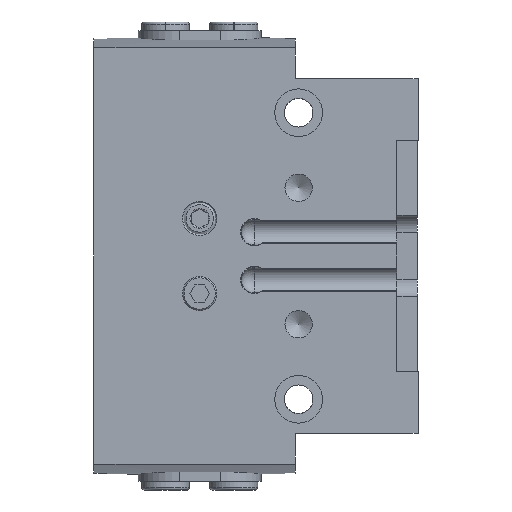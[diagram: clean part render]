
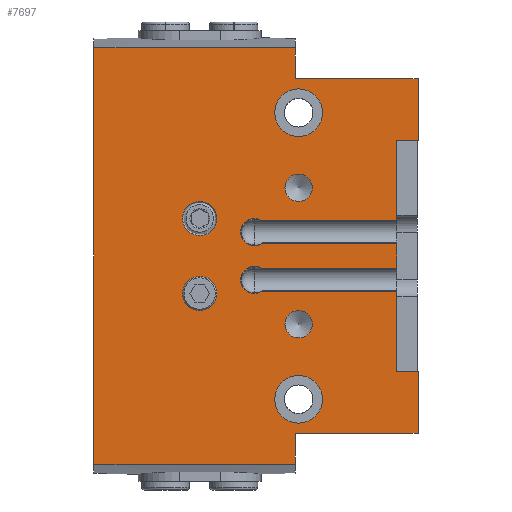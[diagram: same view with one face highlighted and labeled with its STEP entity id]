
A CAD part, left-side view. The second image highlights one B-rep face of the part: STEP entity #7697.
In plain terms, the highlighted planar face has unit normal (-1, 0, 0).
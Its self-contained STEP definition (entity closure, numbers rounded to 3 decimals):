
#364=CIRCLE('',#8159,2.5);
#365=CIRCLE('',#8160,2.5);
#366=CIRCLE('',#8161,2.);
#367=CIRCLE('',#8162,2.);
#368=CIRCLE('',#8163,3.5);
#369=CIRCLE('',#8164,3.5);
#370=CIRCLE('',#8165,2.);
#371=CIRCLE('',#8166,2.);
#817=ORIENTED_EDGE('',*,*,#2282,.F.);
#818=ORIENTED_EDGE('',*,*,#2283,.F.);
#819=ORIENTED_EDGE('',*,*,#2284,.F.);
#820=ORIENTED_EDGE('',*,*,#2285,.F.);
#821=ORIENTED_EDGE('',*,*,#2286,.F.);
#822=ORIENTED_EDGE('',*,*,#2287,.F.);
#823=ORIENTED_EDGE('',*,*,#2135,.T.);
#824=ORIENTED_EDGE('',*,*,#2288,.T.);
#825=ORIENTED_EDGE('',*,*,#2289,.T.);
#826=ORIENTED_EDGE('',*,*,#2207,.F.);
#827=ORIENTED_EDGE('',*,*,#2290,.F.);
#828=ORIENTED_EDGE('',*,*,#2176,.T.);
#829=ORIENTED_EDGE('',*,*,#2291,.T.);
#830=ORIENTED_EDGE('',*,*,#2138,.F.);
#831=ORIENTED_EDGE('',*,*,#2292,.F.);
#832=ORIENTED_EDGE('',*,*,#2172,.T.);
#833=ORIENTED_EDGE('',*,*,#2293,.T.);
#834=ORIENTED_EDGE('',*,*,#2294,.T.);
#835=ORIENTED_EDGE('',*,*,#2127,.T.);
#836=ORIENTED_EDGE('',*,*,#2295,.F.);
#837=ORIENTED_EDGE('',*,*,#2296,.T.);
#838=ORIENTED_EDGE('',*,*,#2047,.F.);
#839=ORIENTED_EDGE('',*,*,#2297,.F.);
#840=ORIENTED_EDGE('',*,*,#2057,.T.);
#841=ORIENTED_EDGE('',*,*,#2298,.T.);
#842=ORIENTED_EDGE('',*,*,#2299,.T.);
#2047=EDGE_CURVE('',#2798,#2795,#3336,.T.);
#2057=EDGE_CURVE('',#2809,#2808,#3339,.T.);
#2127=EDGE_CURVE('',#2873,#2874,#3373,.T.);
#2135=EDGE_CURVE('',#2882,#2880,#3378,.T.);
#2138=EDGE_CURVE('',#2884,#2885,#3381,.T.);
#2172=EDGE_CURVE('',#2911,#2910,#3404,.T.);
#2176=EDGE_CURVE('',#2915,#2914,#3406,.T.);
#2207=EDGE_CURVE('',#2938,#2939,#3428,.T.);
#2282=EDGE_CURVE('',#2996,#2996,#364,.F.);
#2283=EDGE_CURVE('',#2997,#2997,#365,.T.);
#2284=EDGE_CURVE('',#2998,#2998,#366,.T.);
#2285=EDGE_CURVE('',#2999,#2999,#367,.T.);
#2286=EDGE_CURVE('',#3000,#3000,#368,.T.);
#2287=EDGE_CURVE('',#3001,#3001,#369,.T.);
#2288=EDGE_CURVE('',#2880,#3002,#3477,.T.);
#2289=EDGE_CURVE('',#3002,#2939,#3478,.T.);
#2290=EDGE_CURVE('',#2915,#2938,#370,.T.);
#2291=EDGE_CURVE('',#2914,#2885,#3479,.T.);
#2292=EDGE_CURVE('',#2911,#2884,#371,.T.);
#2293=EDGE_CURVE('',#2910,#3003,#3480,.T.);
#2294=EDGE_CURVE('',#3003,#2873,#3481,.T.);
#2295=EDGE_CURVE('',#3004,#2874,#3482,.T.);
#2296=EDGE_CURVE('',#3004,#2795,#3483,.T.);
#2297=EDGE_CURVE('',#2809,#2798,#3484,.T.);
#2298=EDGE_CURVE('',#2808,#3005,#3485,.T.);
#2299=EDGE_CURVE('',#3005,#2882,#3486,.T.);
#2795=VERTEX_POINT('',#10372);
#2798=VERTEX_POINT('',#10377);
#2808=VERTEX_POINT('',#10418);
#2809=VERTEX_POINT('',#10420);
#2873=VERTEX_POINT('',#10662);
#2874=VERTEX_POINT('',#10663);
#2880=VERTEX_POINT('',#10677);
#2882=VERTEX_POINT('',#10680);
#2884=VERTEX_POINT('',#10686);
#2885=VERTEX_POINT('',#10687);
#2910=VERTEX_POINT('',#10774);
#2911=VERTEX_POINT('',#10776);
#2914=VERTEX_POINT('',#10787);
#2915=VERTEX_POINT('',#10789);
#2938=VERTEX_POINT('',#10872);
#2939=VERTEX_POINT('',#10873);
#2996=VERTEX_POINT('',#11078);
#2997=VERTEX_POINT('',#11080);
#2998=VERTEX_POINT('',#11082);
#2999=VERTEX_POINT('',#11084);
#3000=VERTEX_POINT('',#11086);
#3001=VERTEX_POINT('',#11088);
#3002=VERTEX_POINT('',#11090);
#3003=VERTEX_POINT('',#11096);
#3004=VERTEX_POINT('',#11099);
#3005=VERTEX_POINT('',#11103);
#3336=LINE('',#10378,#3804);
#3339=LINE('',#10419,#3807);
#3373=LINE('',#10661,#3841);
#3378=LINE('',#10679,#3846);
#3381=LINE('',#10685,#3849);
#3404=LINE('',#10775,#3872);
#3406=LINE('',#10788,#3874);
#3428=LINE('',#10871,#3896);
#3477=LINE('',#11089,#3945);
#3478=LINE('',#11091,#3946);
#3479=LINE('',#11093,#3947);
#3480=LINE('',#11095,#3948);
#3481=LINE('',#11097,#3949);
#3482=LINE('',#11098,#3950);
#3483=LINE('',#11100,#3951);
#3484=LINE('',#11101,#3952);
#3485=LINE('',#11102,#3953);
#3486=LINE('',#11104,#3954);
#3804=VECTOR('',#8673,1000.);
#3807=VECTOR('',#8684,1000.);
#3841=VECTOR('',#8806,1000.);
#3846=VECTOR('',#8819,1000.);
#3849=VECTOR('',#8824,1000.);
#3872=VECTOR('',#8877,1000.);
#3874=VECTOR('',#8883,1000.);
#3896=VECTOR('',#8931,1000.);
#3945=VECTOR('',#9060,1000.);
#3946=VECTOR('',#9061,1000.);
#3947=VECTOR('',#9064,1000.);
#3948=VECTOR('',#9067,1000.);
#3949=VECTOR('',#9068,1000.);
#3950=VECTOR('',#9069,1000.);
#3951=VECTOR('',#9070,1000.);
#3952=VECTOR('',#9071,1000.);
#3953=VECTOR('',#9072,1000.);
#3954=VECTOR('',#9073,1000.);
#4348=EDGE_LOOP('',(#817));
#4349=EDGE_LOOP('',(#818));
#4350=EDGE_LOOP('',(#819));
#4351=EDGE_LOOP('',(#820));
#4352=EDGE_LOOP('',(#821));
#4353=EDGE_LOOP('',(#822));
#4354=EDGE_LOOP('',(#823,#824,#825,#826,#827,#828,#829,#830,#831,#832,#833,
#834,#835,#836,#837,#838,#839,#840,#841,#842));
#4884=FACE_BOUND('',#4348,.T.);
#4885=FACE_BOUND('',#4349,.T.);
#4886=FACE_BOUND('',#4350,.T.);
#4887=FACE_BOUND('',#4351,.T.);
#4888=FACE_BOUND('',#4352,.T.);
#4889=FACE_BOUND('',#4353,.T.);
#4890=FACE_BOUND('',#4354,.T.);
#5371=PLANE('',#8158);
#7697=ADVANCED_FACE('',(#4884,#4885,#4886,#4887,#4888,#4889,#4890),#5371,
 .F.);
#8158=AXIS2_PLACEMENT_3D('',#11076,#9046,#9047);
#8159=AXIS2_PLACEMENT_3D('',#11077,#9048,#9049);
#8160=AXIS2_PLACEMENT_3D('',#11079,#9050,#9051);
#8161=AXIS2_PLACEMENT_3D('',#11081,#9052,#9053);
#8162=AXIS2_PLACEMENT_3D('',#11083,#9054,#9055);
#8163=AXIS2_PLACEMENT_3D('',#11085,#9056,#9057);
#8164=AXIS2_PLACEMENT_3D('',#11087,#9058,#9059);
#8165=AXIS2_PLACEMENT_3D('',#11092,#9062,#9063);
#8166=AXIS2_PLACEMENT_3D('',#11094,#9065,#9066);
#8673=DIRECTION('',(0.,-1.,0.));
#8684=DIRECTION('',(0.,-1.,0.));
#8806=DIRECTION('',(0.,0.,1.));
#8819=DIRECTION('',(0.,0.,1.));
#8824=DIRECTION('',(0.,-1.,0.));
#8877=DIRECTION('',(0.,-1.,0.));
#8883=DIRECTION('',(0.,-1.,0.));
#8931=DIRECTION('',(0.,-1.,0.));
#9046=DIRECTION('',(1.,0.,0.));
#9047=DIRECTION('',(0.,0.,-1.));
#9048=DIRECTION('',(1.,0.,0.));
#9049=DIRECTION('',(0.,0.,-1.));
#9050=DIRECTION('',(-1.,0.,0.));
#9051=DIRECTION('',(0.,0.,1.));
#9052=DIRECTION('',(-1.,0.,0.));
#9053=DIRECTION('',(0.,0.,1.));
#9054=DIRECTION('',(-1.,0.,0.));
#9055=DIRECTION('',(0.,0.,1.));
#9056=DIRECTION('',(-1.,0.,0.));
#9057=DIRECTION('',(0.,0.,1.));
#9058=DIRECTION('',(-1.,0.,0.));
#9059=DIRECTION('',(0.,0.,1.));
#9060=DIRECTION('',(0.,1.,0.));
#9061=DIRECTION('',(0.,0.,1.));
#9062=DIRECTION('',(-1.,0.,0.));
#9063=DIRECTION('',(0.,0.,1.));
#9064=DIRECTION('',(0.,0.,1.));
#9065=DIRECTION('',(-1.,0.,0.));
#9066=DIRECTION('',(0.,0.,1.));
#9067=DIRECTION('',(0.,0.,1.));
#9068=DIRECTION('',(0.,-1.,0.));
#9069=DIRECTION('',(0.,-1.,0.));
#9070=DIRECTION('',(0.,0.,1.));
#9071=DIRECTION('',(0.,0.,1.));
#9072=DIRECTION('',(0.,0.,1.));
#9073=DIRECTION('',(0.,-1.,0.));
#10372=CARTESIAN_POINT('',(-18.,18.,30.517));
#10377=CARTESIAN_POINT('',(-18.,47.5,30.517));
#10378=CARTESIAN_POINT('',(-18.,47.5,30.517));
#10418=CARTESIAN_POINT('',(-18.,18.,-30.517));
#10419=CARTESIAN_POINT('',(-18.,47.5,-30.517));
#10420=CARTESIAN_POINT('',(-18.,47.5,-30.517));
#10661=CARTESIAN_POINT('',(-18.,0.,-30.517));
#10662=CARTESIAN_POINT('',(-18.,0.,17.));
#10663=CARTESIAN_POINT('',(-18.,0.,26.));
#10677=CARTESIAN_POINT('',(-18.,0.,-17.));
#10679=CARTESIAN_POINT('',(-18.,0.,-30.517));
#10680=CARTESIAN_POINT('',(-18.,0.,-26.));
#10685=CARTESIAN_POINT('',(-18.,24.,1.8));
#10686=CARTESIAN_POINT('',(-18.,22.946,1.8));
#10687=CARTESIAN_POINT('',(-18.,3.1,1.8));
#10774=CARTESIAN_POINT('',(-18.,3.1,5.2));
#10775=CARTESIAN_POINT('',(-18.,24.,5.2));
#10776=CARTESIAN_POINT('',(-18.,22.946,5.2));
#10787=CARTESIAN_POINT('',(-18.,3.1,-1.8));
#10788=CARTESIAN_POINT('',(-18.,24.,-1.8));
#10789=CARTESIAN_POINT('',(-18.,22.946,-1.8));
#10871=CARTESIAN_POINT('',(-18.,24.,-5.2));
#10872=CARTESIAN_POINT('',(-18.,22.946,-5.2));
#10873=CARTESIAN_POINT('',(-18.,3.1,-5.2));
#11076=CARTESIAN_POINT('',(-18.,47.5,-30.517));
#11077=CARTESIAN_POINT('',(-18.,32.,-5.5));
#11078=CARTESIAN_POINT('',(-18.,32.,-8.));
#11079=CARTESIAN_POINT('',(-18.,32.,5.5));
#11080=CARTESIAN_POINT('',(-18.,32.,8.));
#11081=CARTESIAN_POINT('',(-18.,17.5,10.));
#11082=CARTESIAN_POINT('',(-18.,17.5,12.));
#11083=CARTESIAN_POINT('',(-18.,17.5,-10.));
#11084=CARTESIAN_POINT('',(-18.,17.5,-8.));
#11085=CARTESIAN_POINT('',(-18.,17.5,21.));
#11086=CARTESIAN_POINT('',(-18.,17.5,24.5));
#11087=CARTESIAN_POINT('',(-18.,17.5,-21.));
#11088=CARTESIAN_POINT('',(-18.,17.5,-17.5));
#11089=CARTESIAN_POINT('',(-18.,47.5,-17.));
#11090=CARTESIAN_POINT('',(-18.,3.1,-17.));
#11091=CARTESIAN_POINT('',(-18.,3.1,-30.517));
#11092=CARTESIAN_POINT('',(-18.,24.,-3.5));
#11093=CARTESIAN_POINT('',(-18.,3.1,-30.517));
#11094=CARTESIAN_POINT('',(-18.,24.,3.5));
#11095=CARTESIAN_POINT('',(-18.,3.1,-30.517));
#11096=CARTESIAN_POINT('',(-18.,3.1,17.));
#11097=CARTESIAN_POINT('',(-18.,47.5,17.));
#11098=CARTESIAN_POINT('',(-18.,18.,26.));
#11099=CARTESIAN_POINT('',(-18.,18.,26.));
#11100=CARTESIAN_POINT('',(-18.,18.,-30.517));
#11101=CARTESIAN_POINT('',(-18.,47.5,-30.517));
#11102=CARTESIAN_POINT('',(-18.,18.,-30.517));
#11103=CARTESIAN_POINT('',(-18.,18.,-26.));
#11104=CARTESIAN_POINT('',(-18.,18.,-26.));
